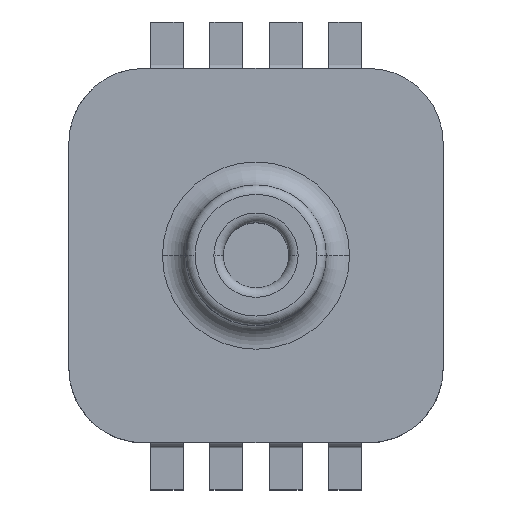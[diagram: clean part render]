
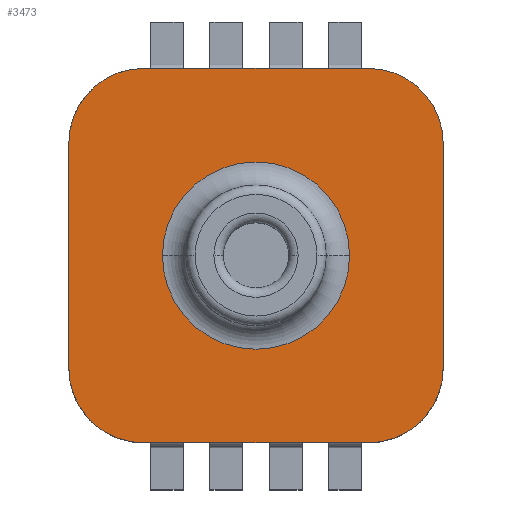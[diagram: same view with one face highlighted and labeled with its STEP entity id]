
A CAD part, top view. The second image highlights one B-rep face of the part: STEP entity #3473.
In plain terms, the highlighted planar face has unit normal (0, 0, 1).
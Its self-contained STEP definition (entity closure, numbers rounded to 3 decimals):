
#43 = VECTOR ( 'NONE', #1420, 1000. ) ;
#101 = EDGE_CURVE ( 'NONE', #527, #3291, #2155, .T. ) ;
#113 = DIRECTION ( 'NONE',  ( -1., 0., 0. ) ) ;
#134 = EDGE_CURVE ( 'NONE', #334, #527, #1441, .T. ) ;
#145 = CARTESIAN_POINT ( 'NONE',  ( -4., 2.4, 4.7 ) ) ;
#192 = AXIS2_PLACEMENT_3D ( 'NONE', #3058, #1826, #3121 ) ;
#211 = DIRECTION ( 'NONE',  ( -1., 0., 0. ) ) ;
#280 = AXIS2_PLACEMENT_3D ( 'NONE', #1115, #3708, #1436 ) ;
#334 = VERTEX_POINT ( 'NONE', #3516 ) ;
#338 = VECTOR ( 'NONE', #3443, 1000. ) ;
#345 = CIRCLE ( 'NONE', #2992, 1.6 ) ;
#352 = AXIS2_PLACEMENT_3D ( 'NONE', #3333, #398, #1322 ) ;
#398 = DIRECTION ( 'NONE',  ( 0., 0., -1. ) ) ;
#404 = CARTESIAN_POINT ( 'NONE',  ( 4., -2.4, 4.7 ) ) ;
#432 = DIRECTION ( 'NONE',  ( 0., 0., 1. ) ) ;
#455 = AXIS2_PLACEMENT_3D ( 'NONE', #2410, #432, #1118 ) ;
#527 = VERTEX_POINT ( 'NONE', #1088 ) ;
#556 = EDGE_CURVE ( 'NONE', #3804, #1419, #596, .T. ) ;
#596 = CIRCLE ( 'NONE', #2968, 2. ) ;
#877 = CARTESIAN_POINT ( 'NONE',  ( -2.4, 4., 4.7 ) ) ;
#912 = VERTEX_POINT ( 'NONE', #145 ) ;
#986 = EDGE_CURVE ( 'NONE', #1419, #3804, #1690, .T. ) ;
#1017 = ORIENTED_EDGE ( 'NONE', *, *, #556, .T. ) ;
#1088 = CARTESIAN_POINT ( 'NONE',  ( 2.4, -4., 4.7 ) ) ;
#1098 = CARTESIAN_POINT ( 'NONE',  ( -2.4, -2.4, 4.7 ) ) ;
#1115 = CARTESIAN_POINT ( 'NONE',  ( 2.4, 2.4, 4.7 ) ) ;
#1118 = DIRECTION ( 'NONE',  ( 1., 0., 0. ) ) ;
#1195 = CARTESIAN_POINT ( 'NONE',  ( -4., -2.4, 4.7 ) ) ;
#1322 = DIRECTION ( 'NONE',  ( -1., 0., 0. ) ) ;
#1419 = VERTEX_POINT ( 'NONE', #2834 ) ;
#1420 = DIRECTION ( 'NONE',  ( 1., 0., 0. ) ) ;
#1436 = DIRECTION ( 'NONE',  ( 1., 0., 0. ) ) ;
#1441 = LINE ( 'NONE', #2093, #43 ) ;
#1503 = AXIS2_PLACEMENT_3D ( 'NONE', #2650, #1600, #4184 ) ;
#1600 = DIRECTION ( 'NONE',  ( 0., 0., 1. ) ) ;
#1690 = CIRCLE ( 'NONE', #192, 2. ) ;
#1721 = ORIENTED_EDGE ( 'NONE', *, *, #2498, .T. ) ;
#1743 = VERTEX_POINT ( 'NONE', #4045 ) ;
#1803 = EDGE_CURVE ( 'NONE', #2408, #1743, #2151, .T. ) ;
#1826 = DIRECTION ( 'NONE',  ( 0., 0., -1. ) ) ;
#1999 = FACE_BOUND ( 'NONE', #3569, .T. ) ;
#2016 = FACE_OUTER_BOUND ( 'NONE', #2092, .T. ) ;
#2092 = EDGE_LOOP ( 'NONE', ( #1721, #3496, #2409, #2168, #2689, #2525, #3615, #4003 ) ) ;
#2093 = CARTESIAN_POINT ( 'NONE',  ( -2.4, -4., 4.7 ) ) ;
#2151 = LINE ( 'NONE', #877, #338 ) ;
#2155 = CIRCLE ( 'NONE', #455, 1.6 ) ;
#2168 = ORIENTED_EDGE ( 'NONE', *, *, #2660, .T. ) ;
#2318 = EDGE_CURVE ( 'NONE', #912, #2517, #2808, .T. ) ;
#2378 = VECTOR ( 'NONE', #4168, 1000. ) ;
#2408 = VERTEX_POINT ( 'NONE', #4205 ) ;
#2409 = ORIENTED_EDGE ( 'NONE', *, *, #101, .T. ) ;
#2410 = CARTESIAN_POINT ( 'NONE',  ( 2.4, -2.4, 4.7 ) ) ;
#2420 = EDGE_CURVE ( 'NONE', #1743, #912, #3540, .T. ) ;
#2498 = EDGE_CURVE ( 'NONE', #2517, #334, #345, .T. ) ;
#2517 = VERTEX_POINT ( 'NONE', #3078 ) ;
#2525 = ORIENTED_EDGE ( 'NONE', *, *, #1803, .T. ) ;
#2535 = CARTESIAN_POINT ( 'NONE',  ( 4., 2.4, 4.7 ) ) ;
#2586 = LINE ( 'NONE', #3477, #2592 ) ;
#2592 = VECTOR ( 'NONE', #3543, 1000. ) ;
#2650 = CARTESIAN_POINT ( 'NONE',  ( -2.4, 2.4, 4.7 ) ) ;
#2660 = EDGE_CURVE ( 'NONE', #3291, #3006, #2586, .T. ) ;
#2689 = ORIENTED_EDGE ( 'NONE', *, *, #2963, .T. ) ;
#2808 = LINE ( 'NONE', #1195, #2378 ) ;
#2834 = CARTESIAN_POINT ( 'NONE',  ( 2., 0., 4.7 ) ) ;
#2960 = CARTESIAN_POINT ( 'NONE',  ( -2., 0., 4.7 ) ) ;
#2963 = EDGE_CURVE ( 'NONE', #3006, #2408, #3680, .T. ) ;
#2968 = AXIS2_PLACEMENT_3D ( 'NONE', #3664, #3127, #211 ) ;
#2992 = AXIS2_PLACEMENT_3D ( 'NONE', #1098, #4052, #113 ) ;
#3006 = VERTEX_POINT ( 'NONE', #2535 ) ;
#3058 = CARTESIAN_POINT ( 'NONE',  ( 0., 0., 4.7 ) ) ;
#3078 = CARTESIAN_POINT ( 'NONE',  ( -4., -2.4, 4.7 ) ) ;
#3121 = DIRECTION ( 'NONE',  ( -1., 0., 0. ) ) ;
#3123 = ORIENTED_EDGE ( 'NONE', *, *, #986, .T. ) ;
#3127 = DIRECTION ( 'NONE',  ( 0., 0., -1. ) ) ;
#3291 = VERTEX_POINT ( 'NONE', #404 ) ;
#3311 = PLANE ( 'NONE',  #352 ) ;
#3333 = CARTESIAN_POINT ( 'NONE',  ( -2.4, -2.4, 4.7 ) ) ;
#3443 = DIRECTION ( 'NONE',  ( -1., 0., 0. ) ) ;
#3473 = ADVANCED_FACE ( 'NONE', ( #1999, #2016 ), #3311, .F. ) ;
#3477 = CARTESIAN_POINT ( 'NONE',  ( 4., -2.4, 4.7 ) ) ;
#3496 = ORIENTED_EDGE ( 'NONE', *, *, #134, .T. ) ;
#3516 = CARTESIAN_POINT ( 'NONE',  ( -2.4, -4., 4.7 ) ) ;
#3540 = CIRCLE ( 'NONE', #1503, 1.6 ) ;
#3543 = DIRECTION ( 'NONE',  ( 0., 1., 0. ) ) ;
#3569 = EDGE_LOOP ( 'NONE', ( #1017, #3123 ) ) ;
#3615 = ORIENTED_EDGE ( 'NONE', *, *, #2420, .T. ) ;
#3664 = CARTESIAN_POINT ( 'NONE',  ( 0., 0., 4.7 ) ) ;
#3680 = CIRCLE ( 'NONE', #280, 1.6 ) ;
#3708 = DIRECTION ( 'NONE',  ( 0., 0., 1. ) ) ;
#3804 = VERTEX_POINT ( 'NONE', #2960 ) ;
#4003 = ORIENTED_EDGE ( 'NONE', *, *, #2318, .T. ) ;
#4045 = CARTESIAN_POINT ( 'NONE',  ( -2.4, 4., 4.7 ) ) ;
#4052 = DIRECTION ( 'NONE',  ( 0., 0., 1. ) ) ;
#4168 = DIRECTION ( 'NONE',  ( 0., -1., 0. ) ) ;
#4184 = DIRECTION ( 'NONE',  ( -1., 0., 0. ) ) ;
#4205 = CARTESIAN_POINT ( 'NONE',  ( 2.4, 4., 4.7 ) ) ;
